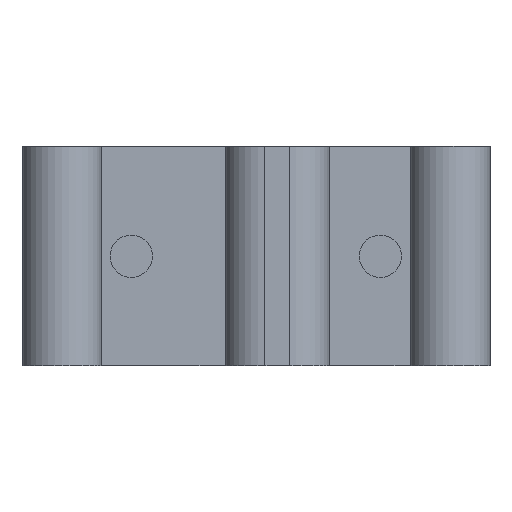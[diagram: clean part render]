
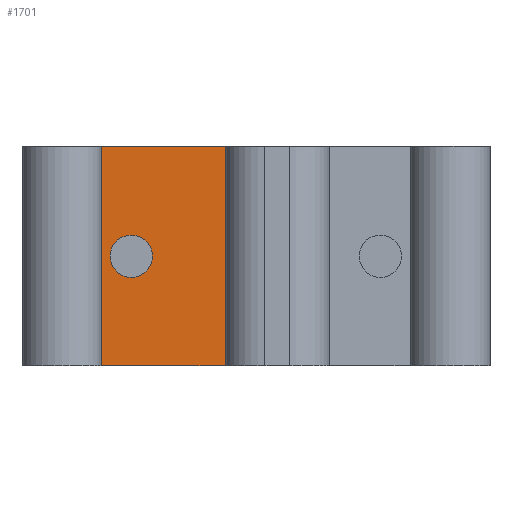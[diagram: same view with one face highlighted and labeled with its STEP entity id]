
A CAD part, front view. The second image highlights one B-rep face of the part: STEP entity #1701.
In plain terms, the highlighted planar face has unit normal (0, -1, 0).
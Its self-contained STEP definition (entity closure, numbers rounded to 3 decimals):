
#60 = CIRCLE ( 'NONE', #2966, 0.27 ) ;
#111 = ORIENTED_EDGE ( 'NONE', *, *, #755, .F. ) ;
#136 = CARTESIAN_POINT ( 'NONE',  ( 1.125, 0., 1.4 ) ) ;
#199 = DIRECTION ( 'NONE',  ( 1., 0., 0. ) ) ;
#201 = EDGE_CURVE ( 'NONE', #223, #638, #3012, .T. ) ;
#223 = VERTEX_POINT ( 'NONE', #2079 ) ;
#224 = PLANE ( 'NONE',  #1665 ) ;
#436 = DIRECTION ( 'NONE',  ( -1., 0., 0. ) ) ;
#507 = CARTESIAN_POINT ( 'NONE',  ( 0., 0., 2.8 ) ) ;
#530 = EDGE_CURVE ( 'NONE', #1806, #2792, #1999, .T. ) ;
#599 = VERTEX_POINT ( 'NONE', #136 ) ;
#601 = ORIENTED_EDGE ( 'NONE', *, *, #2355, .T. ) ;
#638 = VERTEX_POINT ( 'NONE', #2226 ) ;
#755 = EDGE_CURVE ( 'NONE', #3276, #599, #60, .T. ) ;
#883 = EDGE_LOOP ( 'NONE', ( #111, #2532 ) ) ;
#901 = CARTESIAN_POINT ( 'NONE',  ( 1.02, 0., 2.8 ) ) ;
#904 = DIRECTION ( 'NONE',  ( -1., 0., 0. ) ) ;
#923 = FACE_OUTER_BOUND ( 'NONE', #2141, .T. ) ;
#1019 = DIRECTION ( 'NONE',  ( 1., 0., 0. ) ) ;
#1114 = VECTOR ( 'NONE', #2557, 1000. ) ;
#1132 = ORIENTED_EDGE ( 'NONE', *, *, #3298, .F. ) ;
#1220 = ORIENTED_EDGE ( 'NONE', *, *, #530, .T. ) ;
#1248 = DIRECTION ( 'NONE',  ( 1., 0., 0. ) ) ;
#1345 = DIRECTION ( 'NONE',  ( 0., 0., -1. ) ) ;
#1456 = FACE_BOUND ( 'NONE', #883, .T. ) ;
#1498 = AXIS2_PLACEMENT_3D ( 'NONE', #1779, #2027, #1019 ) ;
#1501 = CARTESIAN_POINT ( 'NONE',  ( 0., 0., 0. ) ) ;
#1665 = AXIS2_PLACEMENT_3D ( 'NONE', #507, #3099, #199 ) ;
#1701 = ADVANCED_FACE ( 'NONE', ( #1456, #923 ), #224, .T. ) ;
#1779 = CARTESIAN_POINT ( 'NONE',  ( 1.395, 0., 1.4 ) ) ;
#1806 = VERTEX_POINT ( 'NONE', #3089 ) ;
#1860 = VECTOR ( 'NONE', #436, 1000. ) ;
#1999 = LINE ( 'NONE', #2979, #3040 ) ;
#2027 = DIRECTION ( 'NONE',  ( 0., -1., 0. ) ) ;
#2079 = CARTESIAN_POINT ( 'NONE',  ( 2.592, 0., 0. ) ) ;
#2141 = EDGE_LOOP ( 'NONE', ( #2862, #1132, #1220, #601 ) ) ;
#2158 = LINE ( 'NONE', #2393, #2685 ) ;
#2226 = CARTESIAN_POINT ( 'NONE',  ( 1.02, 0., 0. ) ) ;
#2355 = EDGE_CURVE ( 'NONE', #2792, #638, #3372, .T. ) ;
#2393 = CARTESIAN_POINT ( 'NONE',  ( 2.592, 0., 2.8 ) ) ;
#2532 = ORIENTED_EDGE ( 'NONE', *, *, #3129, .F. ) ;
#2557 = DIRECTION ( 'NONE',  ( 0., 0., -1. ) ) ;
#2685 = VECTOR ( 'NONE', #1345, 1000. ) ;
#2792 = VERTEX_POINT ( 'NONE', #901 ) ;
#2862 = ORIENTED_EDGE ( 'NONE', *, *, #201, .F. ) ;
#2863 = CARTESIAN_POINT ( 'NONE',  ( 1.665, 0., 1.4 ) ) ;
#2944 = CIRCLE ( 'NONE', #1498, 0.27 ) ;
#2966 = AXIS2_PLACEMENT_3D ( 'NONE', #3092, #3334, #1248 ) ;
#2979 = CARTESIAN_POINT ( 'NONE',  ( 0., 0., 2.8 ) ) ;
#3012 = LINE ( 'NONE', #1501, #1860 ) ;
#3040 = VECTOR ( 'NONE', #904, 1000. ) ;
#3089 = CARTESIAN_POINT ( 'NONE',  ( 2.592, 0., 2.8 ) ) ;
#3092 = CARTESIAN_POINT ( 'NONE',  ( 1.395, 0., 1.4 ) ) ;
#3099 = DIRECTION ( 'NONE',  ( 0., -1., 0. ) ) ;
#3129 = EDGE_CURVE ( 'NONE', #599, #3276, #2944, .T. ) ;
#3276 = VERTEX_POINT ( 'NONE', #2863 ) ;
#3298 = EDGE_CURVE ( 'NONE', #1806, #223, #2158, .T. ) ;
#3334 = DIRECTION ( 'NONE',  ( 0., -1., 0. ) ) ;
#3372 = LINE ( 'NONE', #3384, #1114 ) ;
#3384 = CARTESIAN_POINT ( 'NONE',  ( 1.02, 0., 2.8 ) ) ;
